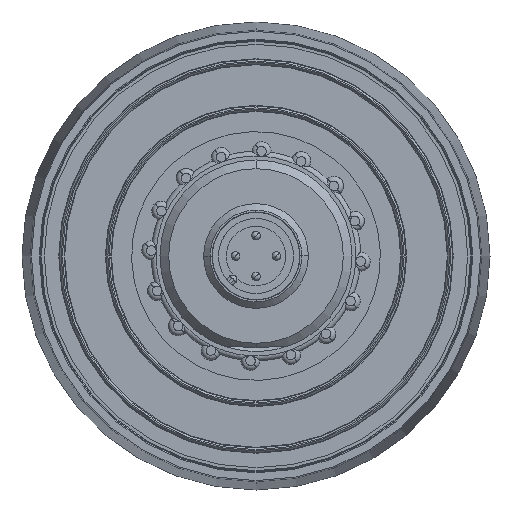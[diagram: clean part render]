
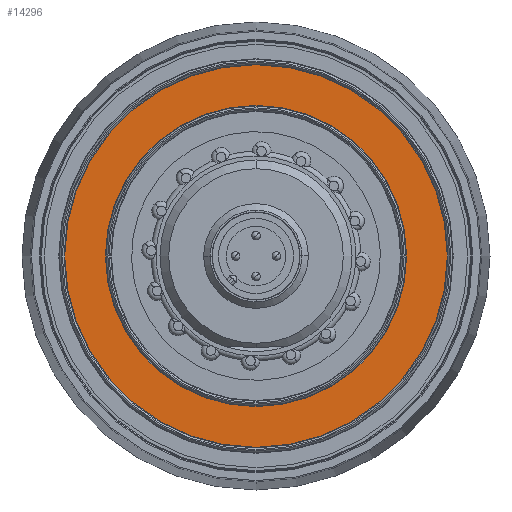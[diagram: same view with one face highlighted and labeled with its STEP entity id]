
A CAD part, front view. The second image highlights one B-rep face of the part: STEP entity #14296.
In plain terms, the highlighted planar face has unit normal (0, -1, 0).
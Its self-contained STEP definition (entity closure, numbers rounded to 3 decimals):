
#167 = DIRECTION ( 'NONE',  ( 1., 0., 0. ) ) ;
#288 = DIRECTION ( 'NONE',  ( 0., 1., 0. ) ) ;
#795 = DIRECTION ( 'NONE',  ( 1., 0., 0. ) ) ;
#1042 = CIRCLE ( 'NONE', #16359, 21.912 ) ;
#1613 = AXIS2_PLACEMENT_3D ( 'NONE', #21807, #288, #167 ) ;
#1682 = ORIENTED_EDGE ( 'NONE', *, *, #13041, .T. ) ;
#1821 = VERTEX_POINT ( 'NONE', #7865 ) ;
#2222 = DIRECTION ( 'NONE',  ( 0., -1., 0. ) ) ;
#2799 = AXIS2_PLACEMENT_3D ( 'NONE', #11457, #18582, #795 ) ;
#3714 = AXIS2_PLACEMENT_3D ( 'NONE', #17815, #9161, #19796 ) ;
#4343 = VERTEX_POINT ( 'NONE', #16759 ) ;
#5108 = DIRECTION ( 'NONE',  ( 1., 0., 0. ) ) ;
#5367 = VERTEX_POINT ( 'NONE', #6380 ) ;
#5380 = DIRECTION ( 'NONE',  ( 0., 0., -1. ) ) ;
#5496 = FACE_BOUND ( 'NONE', #6465, .T. ) ;
#5584 = CIRCLE ( 'NONE', #3714, 21.912 ) ;
#5965 = ORIENTED_EDGE ( 'NONE', *, *, #23144, .T. ) ;
#6380 = CARTESIAN_POINT ( 'NONE',  ( -21.912, -0.34, 0. ) ) ;
#6465 = EDGE_LOOP ( 'NONE', ( #5965, #14374 ) ) ;
#7603 = CARTESIAN_POINT ( 'NONE',  ( 0., -0.34, 0. ) ) ;
#7865 = CARTESIAN_POINT ( 'NONE',  ( -17.244, -0.34, 0. ) ) ;
#8926 = EDGE_LOOP ( 'NONE', ( #9397, #1682 ) ) ;
#9161 = DIRECTION ( 'NONE',  ( 0., -1., 0. ) ) ;
#9397 = ORIENTED_EDGE ( 'NONE', *, *, #16055, .T. ) ;
#9448 = VERTEX_POINT ( 'NONE', #14300 ) ;
#9985 = EDGE_CURVE ( 'NONE', #1821, #4343, #20741, .T. ) ;
#11457 = CARTESIAN_POINT ( 'NONE',  ( 0., -0.34, 0. ) ) ;
#13041 = EDGE_CURVE ( 'NONE', #5367, #9448, #1042, .T. ) ;
#14271 = PLANE ( 'NONE',  #15256 ) ;
#14296 = ADVANCED_FACE ( 'NONE', ( #16489, #5496 ), #14271, .T. ) ;
#14300 = CARTESIAN_POINT ( 'NONE',  ( 21.912, -0.34, 0. ) ) ;
#14374 = ORIENTED_EDGE ( 'NONE', *, *, #9985, .T. ) ;
#15256 = AXIS2_PLACEMENT_3D ( 'NONE', #7603, #2222, #5380 ) ;
#16055 = EDGE_CURVE ( 'NONE', #9448, #5367, #5584, .T. ) ;
#16359 = AXIS2_PLACEMENT_3D ( 'NONE', #21134, #21239, #5108 ) ;
#16489 = FACE_OUTER_BOUND ( 'NONE', #8926, .T. ) ;
#16759 = CARTESIAN_POINT ( 'NONE',  ( 17.244, -0.34, 0. ) ) ;
#17815 = CARTESIAN_POINT ( 'NONE',  ( 0., -0.34, 0. ) ) ;
#18582 = DIRECTION ( 'NONE',  ( 0., 1., 0. ) ) ;
#19796 = DIRECTION ( 'NONE',  ( 1., 0., 0. ) ) ;
#20741 = CIRCLE ( 'NONE', #2799, 17.244 ) ;
#21134 = CARTESIAN_POINT ( 'NONE',  ( 0., -0.34, 0. ) ) ;
#21239 = DIRECTION ( 'NONE',  ( 0., -1., 0. ) ) ;
#21397 = CIRCLE ( 'NONE', #1613, 17.244 ) ;
#21807 = CARTESIAN_POINT ( 'NONE',  ( 0., -0.34, 0. ) ) ;
#23144 = EDGE_CURVE ( 'NONE', #4343, #1821, #21397, .T. ) ;
